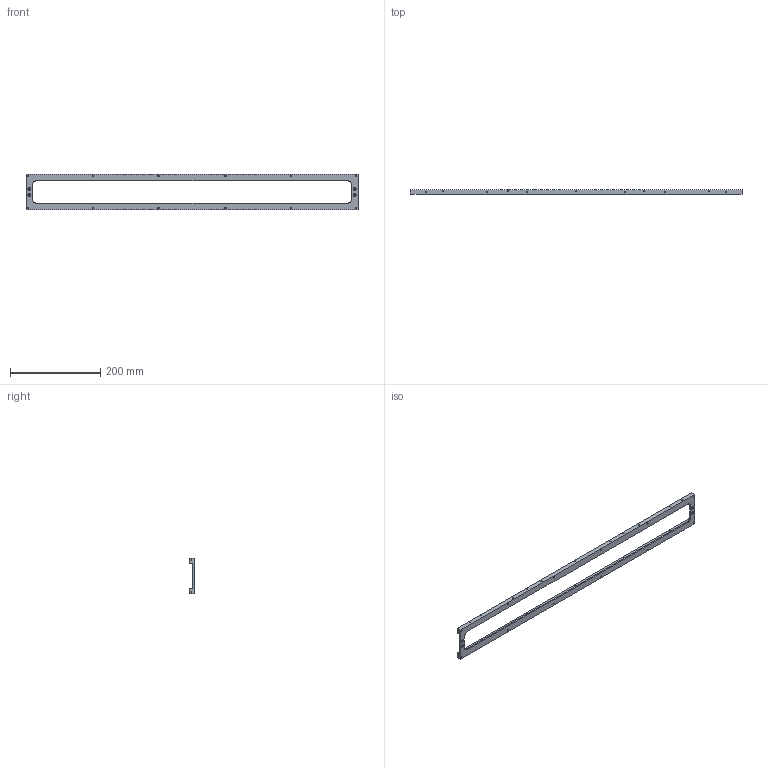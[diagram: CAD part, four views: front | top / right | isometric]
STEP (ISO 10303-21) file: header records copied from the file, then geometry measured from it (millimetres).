
FILE_DESCRIPTION(/* description */ (''),/* implementation_level */ '2;1');
FILE_NAME(/* name */ 'cornice.stp',/* time_stamp */ '2017-11-30T11:04:54+01:00',/* author */ (''),/* organization */ (''),/* preprocessor_version */ 'ST-DEVELOPER v16',/* originating_system */ 'SIEMENS PLM Software NX 11.0',/* authorisation */ '');
FILE_SCHEMA (('AUTOMOTIVE_DESIGN { 1 0 10303 214 3 1 1 1 }'));
Length unit declared in the file: millimetre
Products named in the file (1): cornice
Bounding box: 737 x 10 x 79.5 mm (x, y, z)
Volume: 202750.9 mm3; surface area: 79765.4 mm2
Topology: 1 solids, 1 shells, 84 faces, 242 edges, 160 vertices
Faces by surface type: cylinder 42, cone 28, plane 14
Full cylindrical faces by diameter (mm): 2.459 x10, 3.242 x24, 3.5 x4
Entity records: 2208 total; most frequent: DIRECTION 386, CARTESIAN_POINT 349, ORIENTED_EDGE 256, FACE_BOUND 192, EDGE_LOOP 180, AXIS2_PLACEMENT_3D 173, VERTEX_POINT 136, EDGE_CURVE 128
